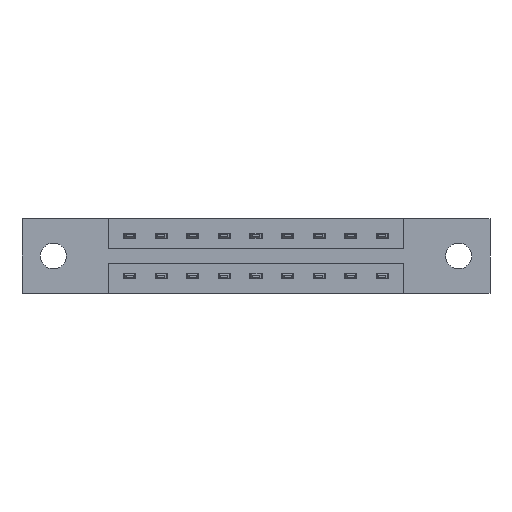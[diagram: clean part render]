
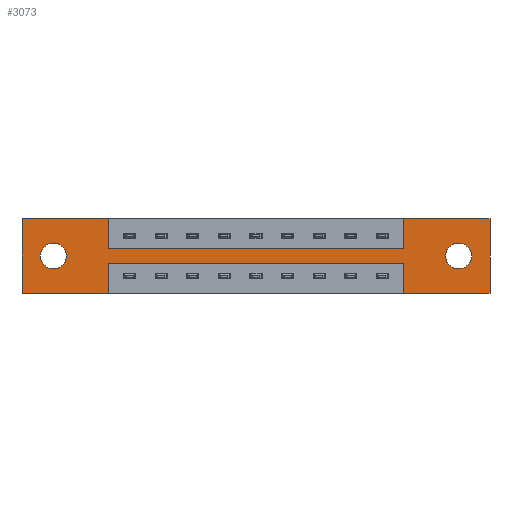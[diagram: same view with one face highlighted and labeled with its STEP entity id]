
A CAD part, front view. The second image highlights one B-rep face of the part: STEP entity #3073.
In plain terms, the highlighted planar face has unit normal (0, -1, 0).
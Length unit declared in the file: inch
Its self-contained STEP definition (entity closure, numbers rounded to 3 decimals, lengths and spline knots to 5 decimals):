
#27 = ORIENTED_EDGE ( 'NONE', *, *, #6593, .F. ) ;
#320 = ORIENTED_EDGE ( 'NONE', *, *, #6842, .F. ) ;
#377 = DIRECTION ( 'NONE',  ( 0., 0., 1. ) ) ;
#512 = VERTEX_POINT ( 'NONE', #6984 ) ;
#624 = AXIS2_PLACEMENT_3D ( 'NONE', #1993, #8026, #2899 ) ;
#662 = FACE_OUTER_BOUND ( 'NONE', #993, .T. ) ;
#666 = EDGE_CURVE ( 'NONE', #5322, #4377, #2623, .T. ) ;
#734 = ORIENTED_EDGE ( 'NONE', *, *, #8903, .F. ) ;
#777 = VERTEX_POINT ( 'NONE', #7453 ) ;
#863 = CARTESIAN_POINT ( 'NONE',  ( 1.885, 0., -0.37 ) ) ;
#883 = VECTOR ( 'NONE', #11066, 39.37008 ) ;
#989 = PLANE ( 'NONE',  #10127 ) ;
#993 = EDGE_LOOP ( 'NONE', ( #8980, #27, #2473, #7067, #9245, #320, #2755, #5109, #3059, #5223, #9602, #734 ) ) ;
#1000 = DIRECTION ( 'NONE',  ( 0., 0., -1. ) ) ;
#1037 = DIRECTION ( 'NONE',  ( 0., 0., -1. ) ) ;
#1151 = CIRCLE ( 'NONE', #624, 0.064 ) ;
#1153 = LINE ( 'NONE', #11051, #883 ) ;
#1283 = LINE ( 'NONE', #4216, #2860 ) ;
#1284 = LINE ( 'NONE', #9877, #10121 ) ;
#1322 = CARTESIAN_POINT ( 'NONE',  ( 0.425, 0., 0. ) ) ;
#1412 = DIRECTION ( 'NONE',  ( 0., 1., 0. ) ) ;
#1568 = LINE ( 'NONE', #6426, #7950 ) ;
#1660 = EDGE_CURVE ( 'NONE', #9183, #2194, #9683, .T. ) ;
#1761 = CARTESIAN_POINT ( 'NONE',  ( 1.885, 0., 0. ) ) ;
#1762 = VERTEX_POINT ( 'NONE', #8767 ) ;
#1882 = CARTESIAN_POINT ( 'NONE',  ( 2.155, 0., -0.249 ) ) ;
#1993 = CARTESIAN_POINT ( 'NONE',  ( 0.155, 0., -0.185 ) ) ;
#2055 = LINE ( 'NONE', #8412, #8605 ) ;
#2059 = DIRECTION ( 'NONE',  ( 0., 1., 0. ) ) ;
#2083 = DIRECTION ( 'NONE',  ( 0., 0., -1. ) ) ;
#2168 = CARTESIAN_POINT ( 'NONE',  ( 2.31, 0., 0. ) ) ;
#2194 = VERTEX_POINT ( 'NONE', #6391 ) ;
#2230 = VERTEX_POINT ( 'NONE', #6543 ) ;
#2253 = LINE ( 'NONE', #2168, #8782 ) ;
#2342 = CARTESIAN_POINT ( 'NONE',  ( 0., 0., -0.37 ) ) ;
#2473 = ORIENTED_EDGE ( 'NONE', *, *, #10897, .F. ) ;
#2584 = EDGE_CURVE ( 'NONE', #4377, #5322, #3442, .T. ) ;
#2594 = DIRECTION ( 'NONE',  ( 0., -1., 0. ) ) ;
#2623 = CIRCLE ( 'NONE', #10251, 0.064 ) ;
#2675 = VECTOR ( 'NONE', #8343, 39.37008 ) ;
#2693 = EDGE_CURVE ( 'NONE', #11032, #777, #2253, .T. ) ;
#2755 = ORIENTED_EDGE ( 'NONE', *, *, #6143, .F. ) ;
#2860 = VECTOR ( 'NONE', #7506, 39.37008 ) ;
#2872 = VECTOR ( 'NONE', #10305, 39.37008 ) ;
#2875 = VERTEX_POINT ( 'NONE', #3664 ) ;
#2899 = DIRECTION ( 'NONE',  ( 0., 0., 1. ) ) ;
#2974 = VERTEX_POINT ( 'NONE', #9196 ) ;
#3059 = ORIENTED_EDGE ( 'NONE', *, *, #7055, .F. ) ;
#3073 = ADVANCED_FACE ( 'NONE', ( #8159, #9803, #662 ), #989, .T. ) ;
#3204 = CARTESIAN_POINT ( 'NONE',  ( 2.155, 0., -0.185 ) ) ;
#3316 = CARTESIAN_POINT ( 'NONE',  ( 0.425, 0., -0.22 ) ) ;
#3442 = CIRCLE ( 'NONE', #9775, 0.064 ) ;
#3483 = DIRECTION ( 'NONE',  ( -1., 0., 0. ) ) ;
#3514 = VERTEX_POINT ( 'NONE', #1761 ) ;
#3607 = VECTOR ( 'NONE', #4730, 39.37008 ) ;
#3664 = CARTESIAN_POINT ( 'NONE',  ( 0.155, 0., -0.249 ) ) ;
#4216 = CARTESIAN_POINT ( 'NONE',  ( 0.425, 0., -0.37 ) ) ;
#4369 = ORIENTED_EDGE ( 'NONE', *, *, #2584, .T. ) ;
#4377 = VERTEX_POINT ( 'NONE', #6164 ) ;
#4606 = VECTOR ( 'NONE', #377, 39.37008 ) ;
#4730 = DIRECTION ( 'NONE',  ( 0., 0., -1. ) ) ;
#4828 = VECTOR ( 'NONE', #10250, 39.37008 ) ;
#4898 = CARTESIAN_POINT ( 'NONE',  ( 0., 0., 0. ) ) ;
#5109 = ORIENTED_EDGE ( 'NONE', *, *, #1660, .F. ) ;
#5220 = LINE ( 'NONE', #10775, #2872 ) ;
#5223 = ORIENTED_EDGE ( 'NONE', *, *, #6349, .F. ) ;
#5265 = EDGE_LOOP ( 'NONE', ( #4369, #8729 ) ) ;
#5322 = VERTEX_POINT ( 'NONE', #1882 ) ;
#5500 = CARTESIAN_POINT ( 'NONE',  ( 0.425, 0., 0. ) ) ;
#5515 = EDGE_LOOP ( 'NONE', ( #10892, #6800 ) ) ;
#5594 = VERTEX_POINT ( 'NONE', #6436 ) ;
#5656 = VERTEX_POINT ( 'NONE', #8124 ) ;
#5878 = LINE ( 'NONE', #1322, #3607 ) ;
#5934 = EDGE_CURVE ( 'NONE', #777, #2230, #5220, .T. ) ;
#6143 = EDGE_CURVE ( 'NONE', #2194, #3514, #1153, .T. ) ;
#6164 = CARTESIAN_POINT ( 'NONE',  ( 2.155, 0., -0.121 ) ) ;
#6349 = EDGE_CURVE ( 'NONE', #5656, #8190, #1284, .T. ) ;
#6391 = CARTESIAN_POINT ( 'NONE',  ( 1.885, 0., -0.15 ) ) ;
#6426 = CARTESIAN_POINT ( 'NONE',  ( 0., 0., 0. ) ) ;
#6436 = CARTESIAN_POINT ( 'NONE',  ( 1.885, 0., -0.22 ) ) ;
#6528 = LINE ( 'NONE', #4898, #4606 ) ;
#6543 = CARTESIAN_POINT ( 'NONE',  ( 1.885, 0., -0.37 ) ) ;
#6593 = EDGE_CURVE ( 'NONE', #5594, #2974, #10736, .T. ) ;
#6671 = CARTESIAN_POINT ( 'NONE',  ( 0.155, 0., -0.185 ) ) ;
#6800 = ORIENTED_EDGE ( 'NONE', *, *, #8823, .T. ) ;
#6842 = EDGE_CURVE ( 'NONE', #3514, #11032, #1568, .T. ) ;
#6984 = CARTESIAN_POINT ( 'NONE',  ( 0.155, 0., -0.121 ) ) ;
#7055 = EDGE_CURVE ( 'NONE', #8190, #9183, #5878, .T. ) ;
#7067 = ORIENTED_EDGE ( 'NONE', *, *, #5934, .F. ) ;
#7453 = CARTESIAN_POINT ( 'NONE',  ( 2.31, 0., -0.37 ) ) ;
#7460 = CIRCLE ( 'NONE', #7919, 0.064 ) ;
#7506 = DIRECTION ( 'NONE',  ( 0., 0., -1. ) ) ;
#7509 = DIRECTION ( 'NONE',  ( 0., 0., 1. ) ) ;
#7919 = AXIS2_PLACEMENT_3D ( 'NONE', #6671, #1412, #7509 ) ;
#7950 = VECTOR ( 'NONE', #8153, 39.37008 ) ;
#8026 = DIRECTION ( 'NONE',  ( 0., 1., 0. ) ) ;
#8124 = CARTESIAN_POINT ( 'NONE',  ( 0., 0., 0. ) ) ;
#8153 = DIRECTION ( 'NONE',  ( 1., 0., 0. ) ) ;
#8159 = FACE_BOUND ( 'NONE', #5265, .T. ) ;
#8190 = VERTEX_POINT ( 'NONE', #5500 ) ;
#8284 = CARTESIAN_POINT ( 'NONE',  ( 0.425, 0., -0.15 ) ) ;
#8343 = DIRECTION ( 'NONE',  ( 1., 0., 0. ) ) ;
#8412 = CARTESIAN_POINT ( 'NONE',  ( 0., 0., -0.37 ) ) ;
#8487 = DIRECTION ( 'NONE',  ( 0., 1., 0. ) ) ;
#8496 = DIRECTION ( 'NONE',  ( 0., 0., -1. ) ) ;
#8587 = CARTESIAN_POINT ( 'NONE',  ( 2.155, 0., -0.185 ) ) ;
#8605 = VECTOR ( 'NONE', #9216, 39.37008 ) ;
#8676 = CARTESIAN_POINT ( 'NONE',  ( 0.425, 0., -0.15 ) ) ;
#8729 = ORIENTED_EDGE ( 'NONE', *, *, #666, .T. ) ;
#8739 = CARTESIAN_POINT ( 'NONE',  ( 2.31, 0., 0. ) ) ;
#8767 = CARTESIAN_POINT ( 'NONE',  ( 0., 0., -0.37 ) ) ;
#8782 = VECTOR ( 'NONE', #2083, 39.37008 ) ;
#8823 = EDGE_CURVE ( 'NONE', #2875, #512, #7460, .T. ) ;
#8903 = EDGE_CURVE ( 'NONE', #9360, #1762, #2055, .T. ) ;
#8980 = ORIENTED_EDGE ( 'NONE', *, *, #10632, .F. ) ;
#9183 = VERTEX_POINT ( 'NONE', #8676 ) ;
#9196 = CARTESIAN_POINT ( 'NONE',  ( 0.425, 0., -0.22 ) ) ;
#9216 = DIRECTION ( 'NONE',  ( -1., 0., 0. ) ) ;
#9245 = ORIENTED_EDGE ( 'NONE', *, *, #2693, .F. ) ;
#9360 = VERTEX_POINT ( 'NONE', #9702 ) ;
#9452 = LINE ( 'NONE', #863, #4828 ) ;
#9602 = ORIENTED_EDGE ( 'NONE', *, *, #10536, .F. ) ;
#9683 = LINE ( 'NONE', #8284, #2675 ) ;
#9702 = CARTESIAN_POINT ( 'NONE',  ( 0.425, 0., -0.37 ) ) ;
#9775 = AXIS2_PLACEMENT_3D ( 'NONE', #3204, #2059, #1037 ) ;
#9803 = FACE_BOUND ( 'NONE', #5515, .T. ) ;
#9877 = CARTESIAN_POINT ( 'NONE',  ( 0., 0., 0. ) ) ;
#10121 = VECTOR ( 'NONE', #10154, 39.37008 ) ;
#10127 = AXIS2_PLACEMENT_3D ( 'NONE', #2342, #2594, #1000 ) ;
#10154 = DIRECTION ( 'NONE',  ( 1., 0., 0. ) ) ;
#10250 = DIRECTION ( 'NONE',  ( 0., 0., 1. ) ) ;
#10251 = AXIS2_PLACEMENT_3D ( 'NONE', #8587, #8487, #8496 ) ;
#10305 = DIRECTION ( 'NONE',  ( -1., 0., 0. ) ) ;
#10378 = EDGE_CURVE ( 'NONE', #512, #2875, #1151, .T. ) ;
#10496 = VECTOR ( 'NONE', #3483, 39.37008 ) ;
#10536 = EDGE_CURVE ( 'NONE', #1762, #5656, #6528, .T. ) ;
#10632 = EDGE_CURVE ( 'NONE', #2974, #9360, #1283, .T. ) ;
#10736 = LINE ( 'NONE', #3316, #10496 ) ;
#10775 = CARTESIAN_POINT ( 'NONE',  ( 0., 0., -0.37 ) ) ;
#10892 = ORIENTED_EDGE ( 'NONE', *, *, #10378, .T. ) ;
#10897 = EDGE_CURVE ( 'NONE', #2230, #5594, #9452, .T. ) ;
#11032 = VERTEX_POINT ( 'NONE', #8739 ) ;
#11051 = CARTESIAN_POINT ( 'NONE',  ( 1.885, 0., 0. ) ) ;
#11066 = DIRECTION ( 'NONE',  ( 0., 0., 1. ) ) ;
